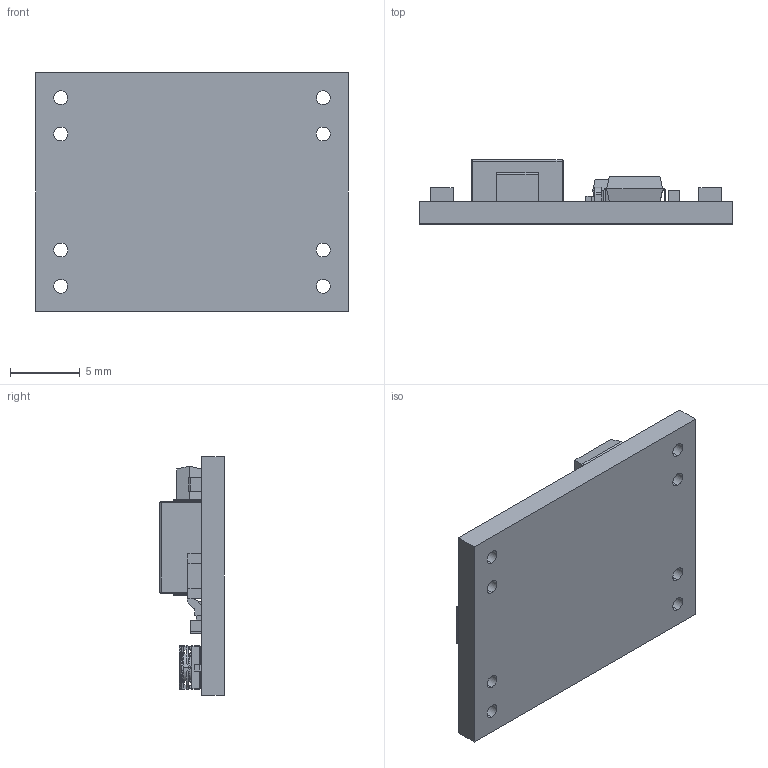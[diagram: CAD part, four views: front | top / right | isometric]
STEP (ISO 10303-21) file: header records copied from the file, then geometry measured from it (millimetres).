
FILE_DESCRIPTION (( 'STEP AP214' ), '1' );
FILE_NAME ('DC-DC 4.5-28V to 0.8-20V Output 3A MP1584EN Step Down Buck Converter.STEP', '2019-07-31T06:28:30', ( '' ), ( '' ), 'SwSTEP 2.0', 'SolidWorks 2018', '' );
FILE_SCHEMA (( 'AUTOMOTIVE_DESIGN' ));
Length unit declared in the file: millimetre
Products named in the file (26): SMD RESISTOR, 104, DC-DC 4.5-28V to 0.8-20V Output 3A MP1584EN Step Down Buck Converter; LARGE SMD CAPACITOR, DC-DC 4.5-28V to 0.8-20V Output 3A MP1584EN Step Down Buck Converter; SMALL SMD CAPACITOR, DC-DC 4.5-28V to 0.8-20V Output 3A MP1584EN Step Down Buck Converter; POTENTIOMETER, DC-DC 4.5-28V to 0.8-20V Output 3A MP1584EN Step Down Buck Converter; SCHOTTKY DIODE, DC-DC 4.5-28V to 0.8-20V Output 3A MP1584EN Step Down Buck Converter; MP1584EN CHIP, DC-DC 4.5-28V to 0.8-20V Output 3A MP1584EN Step Down Buck Converter; PCB, DC-DC 4.5-28V to 0.8-20V Output 3A MP1584EN Step Down Buck Converter; SMD RESISTOR, 822, DC-DC 4.5-28V to 0.8-20V Output 3A MP1584EN Step Down Buck Converter; INDUCTOR, DC-DC 4.5-28V to 0.8-20V Output 3A MP1584EN Step Down Buck Converter; DC-DC 4.5-28V to 0.8-20V Output 3A MP1584EN Step Down Buck Converter
Assembly tree (16 placements, depth 2):
  SMALL SMD CAPACITOR, DC-DC 4.5-28V to 0.8-20V Output 3A MP1584EN Step Down Buck Converter
  MP1584EN CHIP, DC-DC 4.5-28V to 0.8-20V Output 3A MP1584EN Step Down Buck Converter
  SMALL SMD CAPACITOR, DC-DC 4.5-28V to 0.8-20V Output 3A MP1584EN Step Down Buck Converter
  SMD RESISTOR, 104, DC-DC 4.5-28V to 0.8-20V Output 3A MP1584EN Step Down Buck Converter
  SMD RESISTOR, 104, DC-DC 4.5-28V to 0.8-20V Output 3A MP1584EN Step Down Buck Converter
Bounding box: 22.4 x 4.6 x 17.1 mm (x, y, z)
Volume: 813 mm3; surface area: 1473.2 mm2
Topology: 51 solids, 51 shells, 830 faces, 2029 edges, 1282 vertices
Faces by surface type: plane 472, cylinder 235, torus 45, bspline 30, sphere 28, cone 20
Entity records: 28760 total; most frequent: CARTESIAN_POINT 6195, ORIENTED_EDGE 3510, DIRECTION 3366, EDGE_CURVE 1755, AXIS2_PLACEMENT_3D 1178, VERTEX_POINT 1114, VECTOR 1010, LINE 1010
